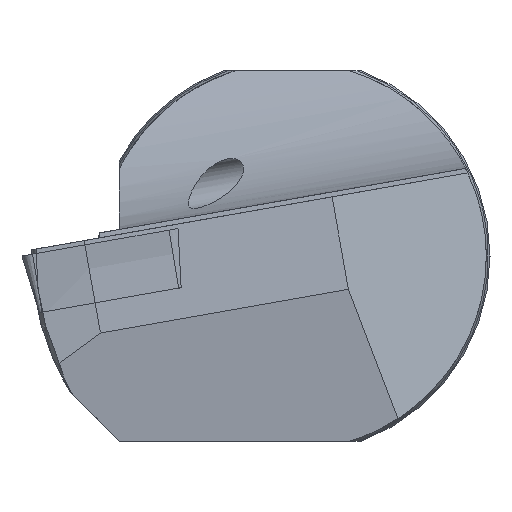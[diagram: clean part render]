
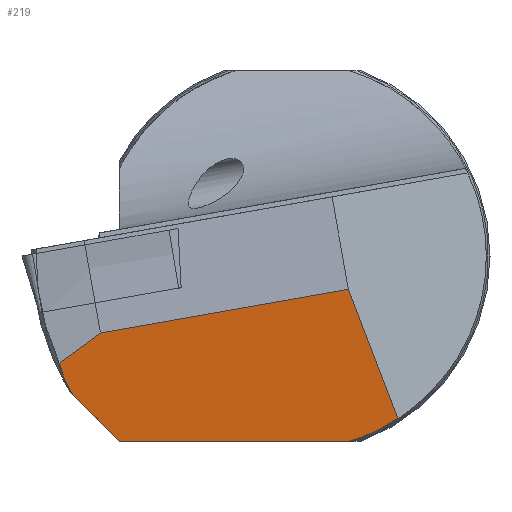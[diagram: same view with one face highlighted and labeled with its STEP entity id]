
A CAD part, left-side view. The second image highlights one B-rep face of the part: STEP entity #219.
In plain terms, the highlighted planar face has unit normal (-0.981, -0.115, -0.156).
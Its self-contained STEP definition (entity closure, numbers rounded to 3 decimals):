
#125=ELLIPSE('',#1050,16.003,15.7);
#138=B_SPLINE_CURVE_WITH_KNOTS('',3,(#1451,#1452,#1453,#1454),
 .UNSPECIFIED.,.F.,.F.,(4,4),(0.,1.),.UNSPECIFIED.);
#219=ADVANCED_FACE('',(#296),#276,.F.);
#276=PLANE('',#1051);
#296=FACE_OUTER_BOUND('',#337,.T.);
#337=EDGE_LOOP('',(#428,#429,#430,#431,#432,#433,#434));
#428=ORIENTED_EDGE('',*,*,#809,.T.);
#429=ORIENTED_EDGE('',*,*,#801,.T.);
#430=ORIENTED_EDGE('',*,*,#810,.F.);
#431=ORIENTED_EDGE('',*,*,#811,.T.);
#432=ORIENTED_EDGE('',*,*,#812,.F.);
#433=ORIENTED_EDGE('',*,*,#813,.F.);
#434=ORIENTED_EDGE('',*,*,#793,.F.);
#692=VERTEX_POINT('',#1422);
#693=VERTEX_POINT('',#1423);
#696=VERTEX_POINT('',#1431);
#700=VERTEX_POINT('',#1450);
#706=VERTEX_POINT('',#1483);
#707=VERTEX_POINT('',#1485);
#708=VERTEX_POINT('',#1487);
#793=EDGE_CURVE('',#692,#693,#934,.T.);
#801=EDGE_CURVE('',#696,#700,#138,.T.);
#809=EDGE_CURVE('',#692,#696,#942,.T.);
#810=EDGE_CURVE('',#706,#700,#943,.T.);
#811=EDGE_CURVE('',#706,#707,#944,.T.);
#812=EDGE_CURVE('',#708,#707,#125,.T.);
#813=EDGE_CURVE('',#693,#708,#945,.T.);
#934=LINE('',#1421,#989);
#942=LINE('',#1481,#997);
#943=LINE('',#1482,#998);
#944=LINE('',#1484,#999);
#945=LINE('',#1488,#1000);
#989=VECTOR('',#1153,1.);
#997=VECTOR('',#1171,1.);
#998=VECTOR('',#1172,1.);
#999=VECTOR('',#1173,1.);
#1000=VECTOR('',#1176,1.);
#1050=AXIS2_PLACEMENT_3D('',#1486,#1174,#1175);
#1051=AXIS2_PLACEMENT_3D('',#1489,#1177,#1178);
#1153=DIRECTION('',(0.087,-0.981,0.173));
#1171=DIRECTION('',(0.,0.806,-0.592));
#1172=DIRECTION('',(-0.192,0.694,0.694));
#1173=DIRECTION('',(0.116,-0.993,0.));
#1174=DIRECTION('',(0.981,0.115,0.156));
#1175=DIRECTION('',(0.194,-0.581,-0.791));
#1176=DIRECTION('',(0.187,-0.352,-0.917));
#1177=DIRECTION('',(0.981,0.115,0.156));
#1178=DIRECTION('',(0.157,0.,-0.988));
#1421=CARTESIAN_POINT('',(1.002,-2.432,-13.101));
#1422=CARTESIAN_POINT('',(1.362,-6.484,-12.386));
#1423=CARTESIAN_POINT('',(3.146,-26.559,-8.846));
#1431=CARTESIAN_POINT('',(1.362,-3.164,-14.825));
#1450=CARTESIAN_POINT('',(1.872,-4.16,-17.296));
#1451=CARTESIAN_POINT('',(1.362,-3.164,-14.825));
#1452=CARTESIAN_POINT('',(1.527,-3.387,-15.695));
#1453=CARTESIAN_POINT('',(1.698,-3.733,-16.518));
#1454=CARTESIAN_POINT('',(1.872,-4.16,-17.296));
#1481=CARTESIAN_POINT('',(1.362,-33.581,7.52));
#1482=CARTESIAN_POINT('',(3.786,-11.093,-24.229));
#1483=CARTESIAN_POINT('',(2.937,-8.017,-21.153));
#1484=CARTESIAN_POINT('',(4.526,-21.611,-21.153));
#1485=CARTESIAN_POINT('',(5.116,-26.658,-21.153));
#1486=CARTESIAN_POINT('',(2.187,-22.023,-6.153));
#1487=CARTESIAN_POINT('',(5.282,-30.575,-19.319));
#1488=CARTESIAN_POINT('',(-2.032,-16.826,16.541));
#1489=CARTESIAN_POINT('',(7.925,-53.26,-19.268));
